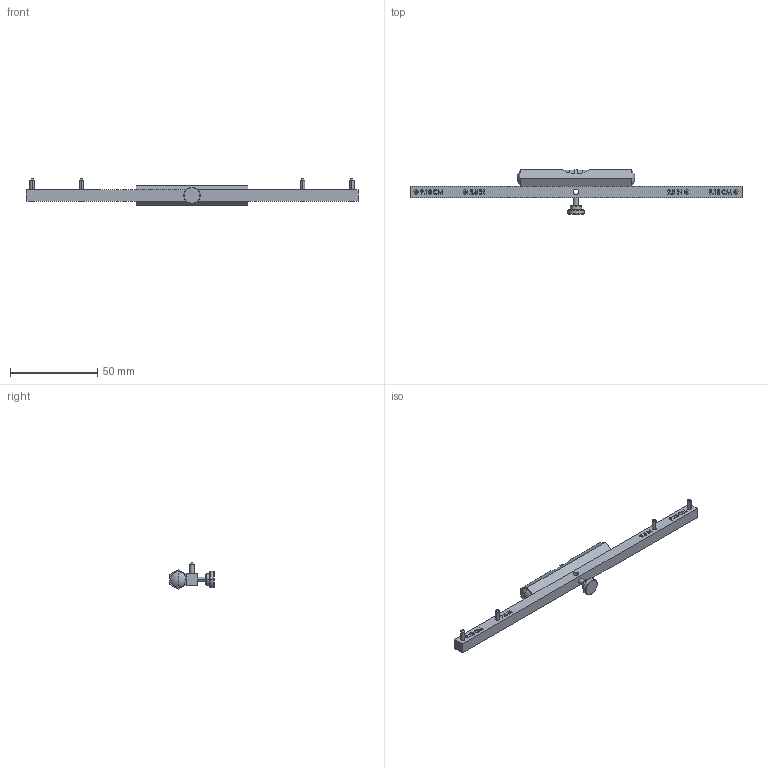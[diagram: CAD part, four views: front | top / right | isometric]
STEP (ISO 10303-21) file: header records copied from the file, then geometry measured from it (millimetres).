
FILE_DESCRIPTION (( 'STEP AP214' ), '1' );
FILE_NAME ('CB-106_D_EF.STEP', '2017-12-15T15:16:37', ( '' ), ( '' ), 'SwSTEP 2.0', 'SolidWorks 2017', '' );
FILE_SCHEMA (( 'AUTOMOTIVE_DESIGN' ));
Length unit declared in the file: inch
Products named in the file (1): CB-106_D_EF
Bounding box: 190.5 x 25.4 x 15.02 mm (x, y, z)
Surface area: 7787.9 mm2 (no closed solid volume)
Topology: 0 solids, 7 shells, 280 faces, 902 edges, 625 vertices
Faces by surface type: plane 119, bspline 99, cylinder 32, cone 22, torus 8
Entity records: 19505 total; most frequent: CARTESIAN_POINT 8712, ORIENTED_EDGE 1545, DIRECTION 1106, EDGE_CURVE 898, VERTEX_POINT 625, VECTOR 546, LINE 546, EDGE_LOOP 331
